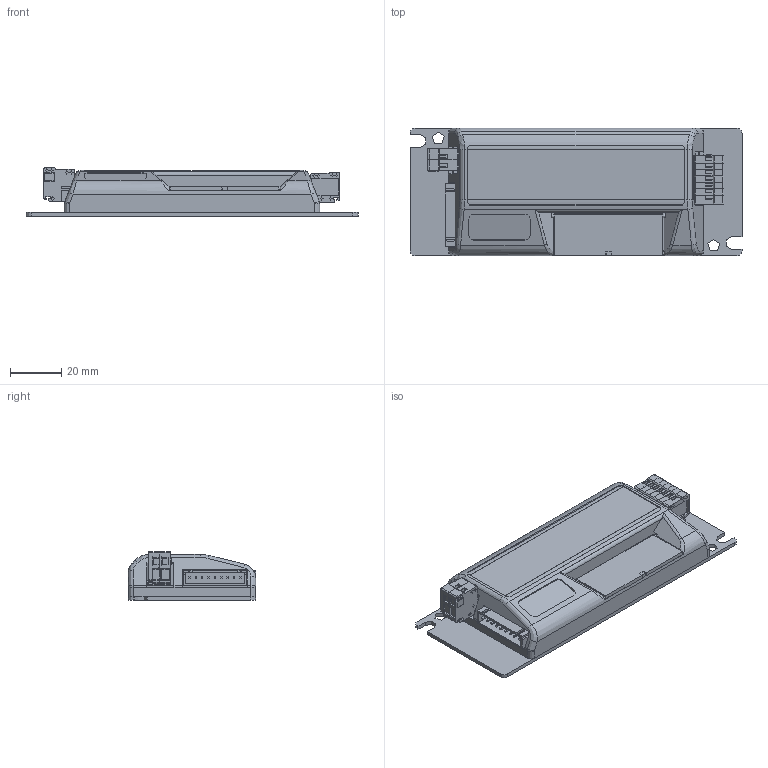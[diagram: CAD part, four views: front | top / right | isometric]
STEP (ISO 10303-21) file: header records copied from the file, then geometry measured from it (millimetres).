
FILE_DESCRIPTION(/* description */ (''),/* implementation_level */ '2;1');
FILE_NAME(/* name */ 'EZ-Qube-W v9.step',/* time_stamp */ '2023-06-08T08:31:31-04:00',/* author */ (''),/* organization */ (''),/* preprocessor_version */ 'ST-DEVELOPER v19.2',/* originating_system */ 'Autodesk Translation Framework v12.4.0.73',/* authorisation */ '');
FILE_SCHEMA (('AUTOMOTIVE_DESIGN { 1 0 10303 214 3 1 1 }'));
Products named in the file (10): EZ-Qube-W; EZ-Qube W Heat Sink; E-ZQube W PCB; 8EDGK-3.5-02P-11-01A(H); 8EDGK-2.5-07P-11-01A(H); EZ-Qube PCB Screw; EZ-Qube Top; EZ-Qube Window; EZ-Qube-W Overlay; EZ-Qube W QR Code Laser
Assembly tree (12 placements, depth 3):
  EZ-Qube-W
    EZ-Qube W Heat Sink
    E-ZQube W PCB
      8EDGK-3.5-02P-11-01A(H)
      8EDGK-2.5-07P-11-01A(H)
    EZ-Qube PCB Screw  x4
    EZ-Qube Top
    EZ-Qube Window
    EZ-Qube-W Overlay
    EZ-Qube W QR Code Laser
Bounding box: 130 x 50 x 19.05 mm (x, y, z)
Volume: 32659.9 mm3; surface area: 56874.8 mm2
Topology: 44 solids, 140 shells, 5283 faces, 13916 edges, 8836 vertices
Faces by surface type: plane 3609, cylinder 1016, cone 359, bspline 242, sphere 32, torus 25
Full cylindrical faces by diameter (mm): 0.037 x4, 0.15 x5, 0.305 x8, 0.508 x30, 0.6 x9, 0.762 x10, 0.8 x12, 0.801 x28, 1 x9, 1.001 x53, 1.021 x4, 1.101 x30, 1.121 x2, 1.141 x32, 1.2 x7, 1.201 x25, 1.221 x3, 1.301 x28, 1.321 x3, 1.341 x24, 1.5 x2, 1.524 x2, 2.35 x36, 3 x44, 5 x6, 6 x4
Entity records: 166012 total; most frequent: CARTESIAN_POINT 36650, ORIENTED_EDGE 26926, DIRECTION 25128, EDGE_CURVE 13463, LINE 10424, VECTOR 10424, VERTEX_POINT 8554, AXIS2_PLACEMENT_3D 7352
